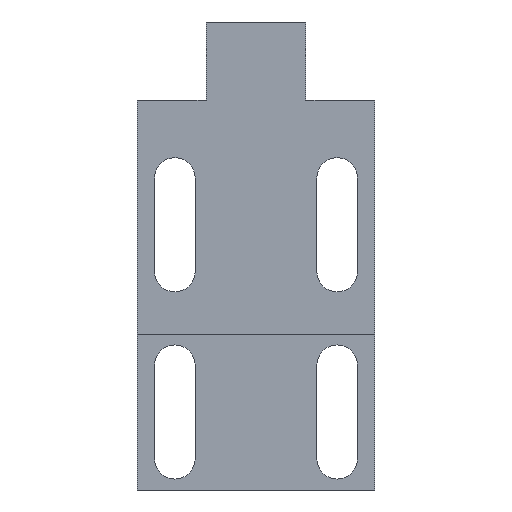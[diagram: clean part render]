
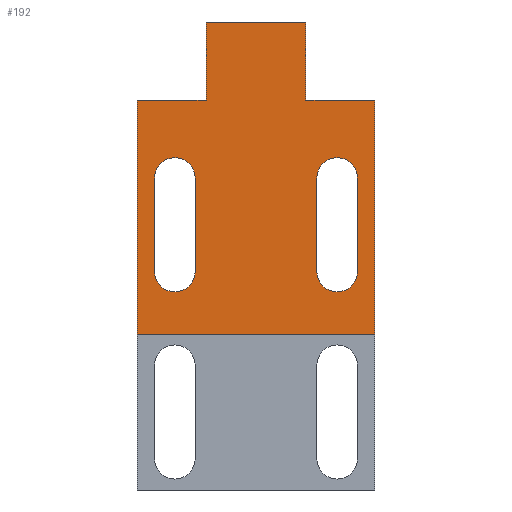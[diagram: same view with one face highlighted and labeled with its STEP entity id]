
A CAD part, front view. The second image highlights one B-rep face of the part: STEP entity #192.
In plain terms, the highlighted planar face has unit normal (0, -1, 0).
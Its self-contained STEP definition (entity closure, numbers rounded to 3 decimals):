
#192 = ADVANCED_FACE( '', ( #380, #381, #382 ), #383, .T. );
#380 = FACE_BOUND( '', #587, .T. );
#381 = FACE_BOUND( '', #588, .T. );
#382 = FACE_OUTER_BOUND( '', #589, .T. );
#383 = PLANE( '', #590 );
#587 = EDGE_LOOP( '', ( #921, #922, #923, #924 ) );
#588 = EDGE_LOOP( '', ( #925, #926, #927, #928 ) );
#589 = EDGE_LOOP( '', ( #929, #930, #931, #932, #933, #934, #935, #936 ) );
#590 = AXIS2_PLACEMENT_3D( '', #937, #938, #939 );
#921 = ORIENTED_EDGE( '', *, *, #1303, .T. );
#922 = ORIENTED_EDGE( '', *, *, #1321, .T. );
#923 = ORIENTED_EDGE( '', *, *, #1322, .T. );
#924 = ORIENTED_EDGE( '', *, *, #1318, .T. );
#925 = ORIENTED_EDGE( '', *, *, #1293, .T. );
#926 = ORIENTED_EDGE( '', *, *, #1323, .T. );
#927 = ORIENTED_EDGE( '', *, *, #1324, .T. );
#928 = ORIENTED_EDGE( '', *, *, #1325, .T. );
#929 = ORIENTED_EDGE( '', *, *, #1326, .T. );
#930 = ORIENTED_EDGE( '', *, *, #1215, .T. );
#931 = ORIENTED_EDGE( '', *, *, #1327, .T. );
#932 = ORIENTED_EDGE( '', *, *, #1328, .F. );
#933 = ORIENTED_EDGE( '', *, *, #1329, .T. );
#934 = ORIENTED_EDGE( '', *, *, #1285, .T. );
#935 = ORIENTED_EDGE( '', *, *, #1201, .F. );
#936 = ORIENTED_EDGE( '', *, *, #1330, .T. );
#937 = CARTESIAN_POINT( '', ( -19., 0., -50. ) );
#938 = DIRECTION( '', ( 0., -1., 0. ) );
#939 = DIRECTION( '', ( 0., 0., -1. ) );
#1201 = EDGE_CURVE( '', #1395, #1396, #1397, .T. );
#1215 = EDGE_CURVE( '', #1421, #1422, #1423, .T. );
#1285 = EDGE_CURVE( '', #1538, #1396, #1539, .T. );
#1293 = EDGE_CURVE( '', #1551, #1552, #1553, .T. );
#1303 = EDGE_CURVE( '', #1565, #1566, #1567, .T. );
#1318 = EDGE_CURVE( '', #1588, #1565, #1589, .T. );
#1321 = EDGE_CURVE( '', #1566, #1592, #1593, .T. );
#1322 = EDGE_CURVE( '', #1592, #1588, #1594, .T. );
#1323 = EDGE_CURVE( '', #1552, #1595, #1596, .T. );
#1324 = EDGE_CURVE( '', #1595, #1597, #1598, .T. );
#1325 = EDGE_CURVE( '', #1597, #1551, #1599, .T. );
#1326 = EDGE_CURVE( '', #1600, #1421, #1601, .T. );
#1327 = EDGE_CURVE( '', #1422, #1602, #1603, .T. );
#1328 = EDGE_CURVE( '', #1604, #1602, #1605, .T. );
#1329 = EDGE_CURVE( '', #1604, #1538, #1606, .T. );
#1330 = EDGE_CURVE( '', #1395, #1600, #1607, .T. );
#1395 = VERTEX_POINT( '', #1682 );
#1396 = VERTEX_POINT( '', #1683 );
#1397 = LINE( '', #1684, #1685 );
#1421 = VERTEX_POINT( '', #1718 );
#1422 = VERTEX_POINT( '', #1719 );
#1423 = LINE( '', #1720, #1721 );
#1538 = VERTEX_POINT( '', #1878 );
#1539 = LINE( '', #1879, #1880 );
#1551 = VERTEX_POINT( '', #1897 );
#1552 = VERTEX_POINT( '', #1898 );
#1553 = CIRCLE( '', #1899, 3.25 );
#1565 = VERTEX_POINT( '', #1913 );
#1566 = VERTEX_POINT( '', #1914 );
#1567 = CIRCLE( '', #1915, 3.25 );
#1588 = VERTEX_POINT( '', #1971 );
#1589 = LINE( '', #1972, #1973 );
#1592 = VERTEX_POINT( '', #1977 );
#1593 = LINE( '', #1978, #1979 );
#1594 = CIRCLE( '', #1980, 3.25 );
#1595 = VERTEX_POINT( '', #1981 );
#1596 = LINE( '', #1982, #1983 );
#1597 = VERTEX_POINT( '', #1984 );
#1598 = CIRCLE( '', #1985, 3.25 );
#1599 = LINE( '', #1986, #1987 );
#1600 = VERTEX_POINT( '', #1988 );
#1601 = LINE( '', #1989, #1990 );
#1602 = VERTEX_POINT( '', #1991 );
#1603 = LINE( '', #1992, #1993 );
#1604 = VERTEX_POINT( '', #1994 );
#1605 = LINE( '', #1995, #1996 );
#1606 = LINE( '', #1997, #1998 );
#1607 = LINE( '', #1999, #2000 );
#1682 = CARTESIAN_POINT( '', ( -19., 0., -50. ) );
#1683 = CARTESIAN_POINT( '', ( -19., 0., -12.5 ) );
#1684 = CARTESIAN_POINT( '', ( -19., 0., -50. ) );
#1685 = VECTOR( '', #2157, 1000. );
#1718 = CARTESIAN_POINT( '', ( 19., 0., -12.5 ) );
#1719 = CARTESIAN_POINT( '', ( 8., 0., -12.5 ) );
#1720 = CARTESIAN_POINT( '', ( 19., 0., -12.5 ) );
#1721 = VECTOR( '', #2173, 1000. );
#1878 = CARTESIAN_POINT( '', ( -8., 0., -12.5 ) );
#1879 = CARTESIAN_POINT( '', ( -8., 0., -12.5 ) );
#1880 = VECTOR( '', #2255, 1000. );
#1897 = CARTESIAN_POINT( '', ( 16.25, 0., -40. ) );
#1898 = CARTESIAN_POINT( '', ( 9.75, 0., -40. ) );
#1899 = AXIS2_PLACEMENT_3D( '', #2261, #2262, #2263 );
#1913 = CARTESIAN_POINT( '', ( -9.75, 0., -40. ) );
#1914 = CARTESIAN_POINT( '', ( -16.25, 0., -40. ) );
#1915 = AXIS2_PLACEMENT_3D( '', #2278, #2279, #2280 );
#1971 = CARTESIAN_POINT( '', ( -9.75, 0., -25. ) );
#1972 = CARTESIAN_POINT( '', ( -9.75, 0., -25. ) );
#1973 = VECTOR( '', #2299, 1000. );
#1977 = CARTESIAN_POINT( '', ( -16.25, 0., -25. ) );
#1978 = CARTESIAN_POINT( '', ( -16.25, 0., -40. ) );
#1979 = VECTOR( '', #2301, 1000. );
#1980 = AXIS2_PLACEMENT_3D( '', #2302, #2303, #2304 );
#1981 = CARTESIAN_POINT( '', ( 9.75, 0., -25. ) );
#1982 = CARTESIAN_POINT( '', ( 9.75, 0., -40. ) );
#1983 = VECTOR( '', #2305, 1000. );
#1984 = CARTESIAN_POINT( '', ( 16.25, 0., -25. ) );
#1985 = AXIS2_PLACEMENT_3D( '', #2306, #2307, #2308 );
#1986 = CARTESIAN_POINT( '', ( 16.25, 0., -25. ) );
#1987 = VECTOR( '', #2309, 1000. );
#1988 = CARTESIAN_POINT( '', ( 19., 0., -50. ) );
#1989 = CARTESIAN_POINT( '', ( 19., 0., -50. ) );
#1990 = VECTOR( '', #2310, 1000. );
#1991 = CARTESIAN_POINT( '', ( 8., 0., 0. ) );
#1992 = CARTESIAN_POINT( '', ( 8., 0., -12.5 ) );
#1993 = VECTOR( '', #2311, 1000. );
#1994 = CARTESIAN_POINT( '', ( -8., 0., 0. ) );
#1995 = CARTESIAN_POINT( '', ( -19., 0., 0. ) );
#1996 = VECTOR( '', #2312, 1000. );
#1997 = CARTESIAN_POINT( '', ( -8., 0., 0. ) );
#1998 = VECTOR( '', #2313, 1000. );
#1999 = CARTESIAN_POINT( '', ( -19., 0., -50. ) );
#2000 = VECTOR( '', #2314, 1000. );
#2157 = DIRECTION( '', ( 0., 0., 1. ) );
#2173 = DIRECTION( '', ( -1., 0., 0. ) );
#2255 = DIRECTION( '', ( -1., 0., 0. ) );
#2261 = CARTESIAN_POINT( '', ( 13., 0., -40. ) );
#2262 = DIRECTION( '', ( 0., 1., 0. ) );
#2263 = DIRECTION( '', ( 1., 0., 0. ) );
#2278 = CARTESIAN_POINT( '', ( -13., 0., -40. ) );
#2279 = DIRECTION( '', ( 0., 1., 0. ) );
#2280 = DIRECTION( '', ( 1., 0., 0. ) );
#2299 = DIRECTION( '', ( 0., 0., -1. ) );
#2301 = DIRECTION( '', ( 0., 0., 1. ) );
#2302 = CARTESIAN_POINT( '', ( -13., 0., -25. ) );
#2303 = DIRECTION( '', ( 0., 1., 0. ) );
#2304 = DIRECTION( '', ( 1., 0., 0. ) );
#2305 = DIRECTION( '', ( 0., 0., 1. ) );
#2306 = CARTESIAN_POINT( '', ( 13., 0., -25. ) );
#2307 = DIRECTION( '', ( 0., 1., 0. ) );
#2308 = DIRECTION( '', ( 1., 0., 0. ) );
#2309 = DIRECTION( '', ( 0., 0., -1. ) );
#2310 = DIRECTION( '', ( 0., 0., 1. ) );
#2311 = DIRECTION( '', ( 0., 0., 1. ) );
#2312 = DIRECTION( '', ( 1., 0., 0. ) );
#2313 = DIRECTION( '', ( 0., 0., -1. ) );
#2314 = DIRECTION( '', ( 1., 0., 0. ) );
